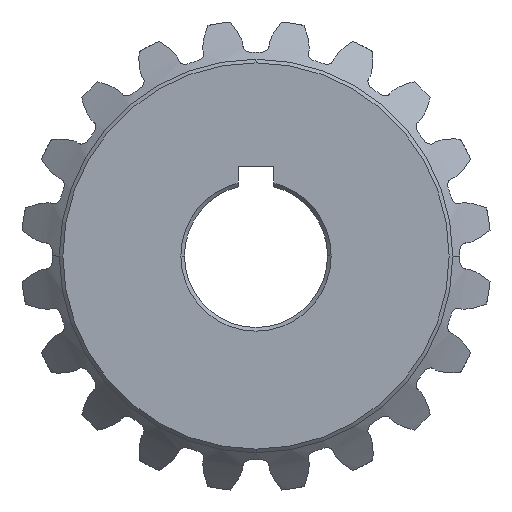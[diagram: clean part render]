
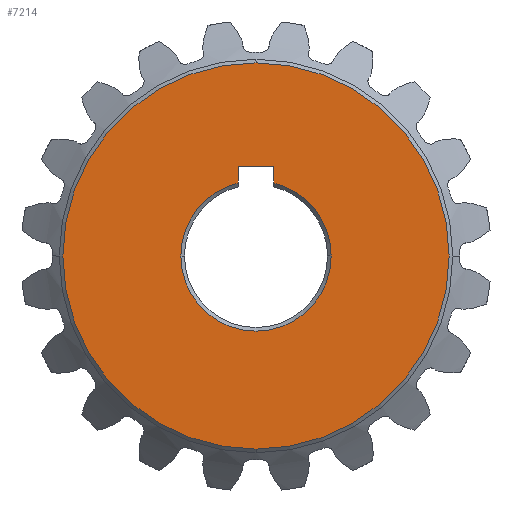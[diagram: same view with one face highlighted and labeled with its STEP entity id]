
A CAD part, front view. The second image highlights one B-rep face of the part: STEP entity #7214.
In plain terms, the highlighted planar face has unit normal (0, -1, 0).
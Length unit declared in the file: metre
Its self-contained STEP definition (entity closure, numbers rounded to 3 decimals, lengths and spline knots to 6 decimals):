
#169 = CARTESIAN_POINT ( 'NONE',  ( 0., -0.0105, -0.0108 ) ) ;
#297 = DIRECTION ( 'NONE',  ( 0., 0., 1. ) ) ;
#1386 = ORIENTED_EDGE ( 'NONE', *, *, #5947, .F. ) ;
#1466 = EDGE_CURVE ( 'NONE', #7205, #11975, #14015, .T. ) ;
#1621 = CARTESIAN_POINT ( 'NONE',  ( -0.001, -0.0105, 0.004079 ) ) ;
#1640 = EDGE_CURVE ( 'NONE', #3221, #9005, #7870, .T. ) ;
#1642 = EDGE_CURVE ( 'NONE', #3748, #12979, #7498, .T. ) ;
#2018 = CARTESIAN_POINT ( 'NONE',  ( 0., -0.0105, 0. ) ) ;
#2254 = DIRECTION ( 'NONE',  ( -1., 0., 0. ) ) ;
#2343 = VERTEX_POINT ( 'NONE', #12189 ) ;
#2782 = ORIENTED_EDGE ( 'NONE', *, *, #1642, .T. ) ;
#3019 = CARTESIAN_POINT ( 'NONE',  ( 0., -0.0105, 0. ) ) ;
#3221 = VERTEX_POINT ( 'NONE', #10814 ) ;
#3277 = ORIENTED_EDGE ( 'NONE', *, *, #5824, .T. ) ;
#3327 = DIRECTION ( 'NONE',  ( 0., 1., 0. ) ) ;
#3489 = AXIS2_PLACEMENT_3D ( 'NONE', #11389, #4497, #12567 ) ;
#3748 = VERTEX_POINT ( 'NONE', #169 ) ;
#4131 = LINE ( 'NONE', #7813, #9562 ) ;
#4163 = DIRECTION ( 'NONE',  ( 1., 0., 0. ) ) ;
#4237 = AXIS2_PLACEMENT_3D ( 'NONE', #2018, #12401, #5497 ) ;
#4497 = DIRECTION ( 'NONE',  ( 0., 1., 0. ) ) ;
#5023 = CARTESIAN_POINT ( 'NONE',  ( -0.001, -0.0105, 0.003 ) ) ;
#5116 = EDGE_LOOP ( 'NONE', ( #13030, #10598, #8735, #12250, #6359, #3277 ) ) ;
#5224 = EDGE_CURVE ( 'NONE', #11975, #2343, #6025, .T. ) ;
#5296 = CARTESIAN_POINT ( 'NONE',  ( -0.001, -0.0105, 0.005 ) ) ;
#5367 = AXIS2_PLACEMENT_3D ( 'NONE', #3019, #11065, #4163 ) ;
#5497 = DIRECTION ( 'NONE',  ( 0., 0., 1. ) ) ;
#5607 = DIRECTION ( 'NONE',  ( 0., 0., -1. ) ) ;
#5824 = EDGE_CURVE ( 'NONE', #9005, #11418, #12713, .T. ) ;
#5947 = EDGE_CURVE ( 'NONE', #3748, #12979, #14668, .T. ) ;
#6025 = LINE ( 'NONE', #13272, #11806 ) ;
#6151 = AXIS2_PLACEMENT_3D ( 'NONE', #10221, #3327, #11365 ) ;
#6359 = ORIENTED_EDGE ( 'NONE', *, *, #1640, .T. ) ;
#6776 = CARTESIAN_POINT ( 'NONE',  ( 0., -0.0105, 0. ) ) ;
#6927 = FACE_BOUND ( 'NONE', #5116, .T. ) ;
#7202 = CARTESIAN_POINT ( 'NONE',  ( 0.0042, -0.0105, 0. ) ) ;
#7205 = VERTEX_POINT ( 'NONE', #1621 ) ;
#7214 = ADVANCED_FACE ( 'NONE', ( #13386, #6927 ), #7780, .T. ) ;
#7279 = EDGE_CURVE ( 'NONE', #11418, #7205, #9621, .T. ) ;
#7498 = CIRCLE ( 'NONE', #8914, 0.0108 ) ;
#7530 = DIRECTION ( 'NONE',  ( 1., 0., 0. ) ) ;
#7780 = PLANE ( 'NONE',  #4237 ) ;
#7813 = CARTESIAN_POINT ( 'NONE',  ( 0.001, -0.0105, 0.003 ) ) ;
#7844 = DIRECTION ( 'NONE',  ( 0., -1., 0. ) ) ;
#7870 = CIRCLE ( 'NONE', #8186, 0.0042 ) ;
#8133 = CARTESIAN_POINT ( 'NONE',  ( 0., -0.0105, 0.0108 ) ) ;
#8186 = AXIS2_PLACEMENT_3D ( 'NONE', #8887, #13954, #2254 ) ;
#8735 = ORIENTED_EDGE ( 'NONE', *, *, #5224, .T. ) ;
#8887 = CARTESIAN_POINT ( 'NONE',  ( 0., -0.0105, 0. ) ) ;
#8914 = AXIS2_PLACEMENT_3D ( 'NONE', #6776, #7844, #5607 ) ;
#8959 = DIRECTION ( 'NONE',  ( 0., 0., 1. ) ) ;
#9005 = VERTEX_POINT ( 'NONE', #7202 ) ;
#9562 = VECTOR ( 'NONE', #8959, 1. ) ;
#9621 = CIRCLE ( 'NONE', #3489, 0.0042 ) ;
#10221 = CARTESIAN_POINT ( 'NONE',  ( 0., -0.0105, 0. ) ) ;
#10598 = ORIENTED_EDGE ( 'NONE', *, *, #1466, .T. ) ;
#10814 = CARTESIAN_POINT ( 'NONE',  ( 0.001, -0.0105, 0.004079 ) ) ;
#10857 = CARTESIAN_POINT ( 'NONE',  ( -0.0042, -0.0105, 0. ) ) ;
#10907 = VECTOR ( 'NONE', #297, 1. ) ;
#11065 = DIRECTION ( 'NONE',  ( 0., 1., 0. ) ) ;
#11365 = DIRECTION ( 'NONE',  ( 0., 0., -1. ) ) ;
#11389 = CARTESIAN_POINT ( 'NONE',  ( 0., -0.0105, 0. ) ) ;
#11418 = VERTEX_POINT ( 'NONE', #10857 ) ;
#11806 = VECTOR ( 'NONE', #7530, 1. ) ;
#11975 = VERTEX_POINT ( 'NONE', #5296 ) ;
#12189 = CARTESIAN_POINT ( 'NONE',  ( 0.001, -0.0105, 0.005 ) ) ;
#12250 = ORIENTED_EDGE ( 'NONE', *, *, #12375, .F. ) ;
#12375 = EDGE_CURVE ( 'NONE', #3221, #2343, #4131, .T. ) ;
#12401 = DIRECTION ( 'NONE',  ( 0., -1., 0. ) ) ;
#12567 = DIRECTION ( 'NONE',  ( -1., 0., 0. ) ) ;
#12713 = CIRCLE ( 'NONE', #5367, 0.0042 ) ;
#12718 = EDGE_LOOP ( 'NONE', ( #2782, #1386 ) ) ;
#12979 = VERTEX_POINT ( 'NONE', #8133 ) ;
#13030 = ORIENTED_EDGE ( 'NONE', *, *, #7279, .T. ) ;
#13272 = CARTESIAN_POINT ( 'NONE',  ( -0.001, -0.0105, 0.005 ) ) ;
#13386 = FACE_OUTER_BOUND ( 'NONE', #12718, .T. ) ;
#13954 = DIRECTION ( 'NONE',  ( 0., 1., 0. ) ) ;
#14015 = LINE ( 'NONE', #5023, #10907 ) ;
#14668 = CIRCLE ( 'NONE', #6151, 0.0108 ) ;
